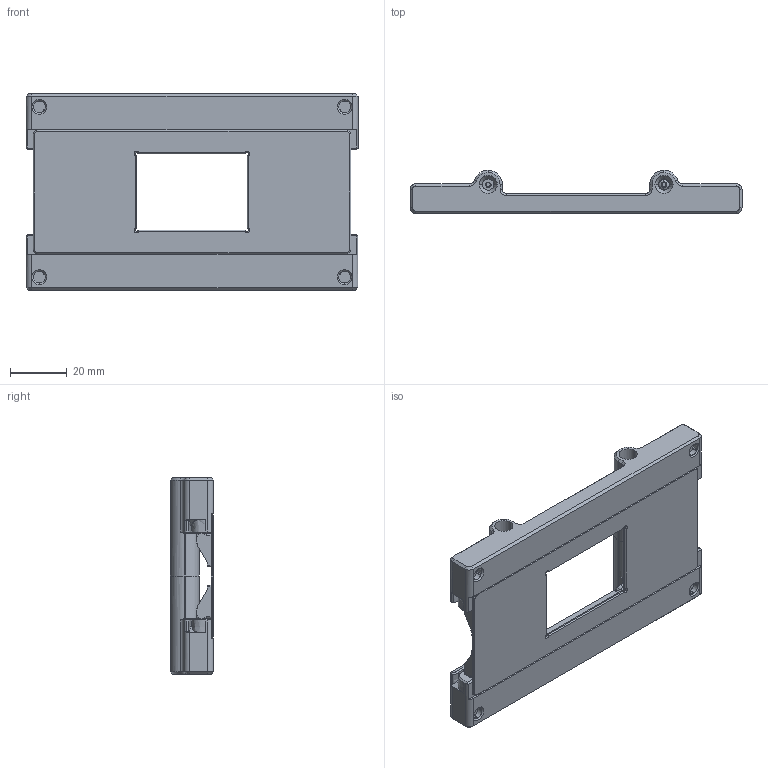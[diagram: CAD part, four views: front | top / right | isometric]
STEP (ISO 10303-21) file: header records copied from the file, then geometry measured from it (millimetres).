
FILE_DESCRIPTION (( 'STEP AP203' ), '1' );
FILE_NAME ('25c-a101 35mm carrier assembly.STEP', '2025-07-23T02:44:24', ( '' ), ( '' ), 'SwSTEP 2.0', 'SolidWorks 2024', '' );
FILE_SCHEMA (( 'CONFIG_CONTROL_DESIGN' ));
Length unit declared in the file: millimetre
Products named in the file (4): 25c-p011 35mm mask; 25c-p012 35mm film carrier half; 96817A869_Thread-Forming Screws for Thin Plastic_96817A869; 25c-a101 35mm carrier assembly
Assembly tree (5 placements, depth 2):
  25c-a101 35mm carrier assembly
    25c-p012 35mm film carrier half  x2
    25c-p011 35mm mask
    96817A869_Thread-Forming Screws for Thin Plastic_96817A869  x2
Bounding box: 117.03 x 15.2 x 69.2 mm (x, y, z)
Volume: 45522.4 mm3; surface area: 29444.8 mm2
Topology: 5 solids, 5 shells, 844 faces, 2142 edges, 1316 vertices
Faces by surface type: cylinder 368, plane 250, cone 156, bspline 30, torus 20, sphere 20
Entity records: 22115 total; most frequent: CARTESIAN_POINT 9070, ORIENTED_EDGE 2686, DIRECTION 2648, EDGE_CURVE 1343, AXIS2_PLACEMENT_3D 977, VERTEX_POINT 832, VECTOR 694, LINE 694
